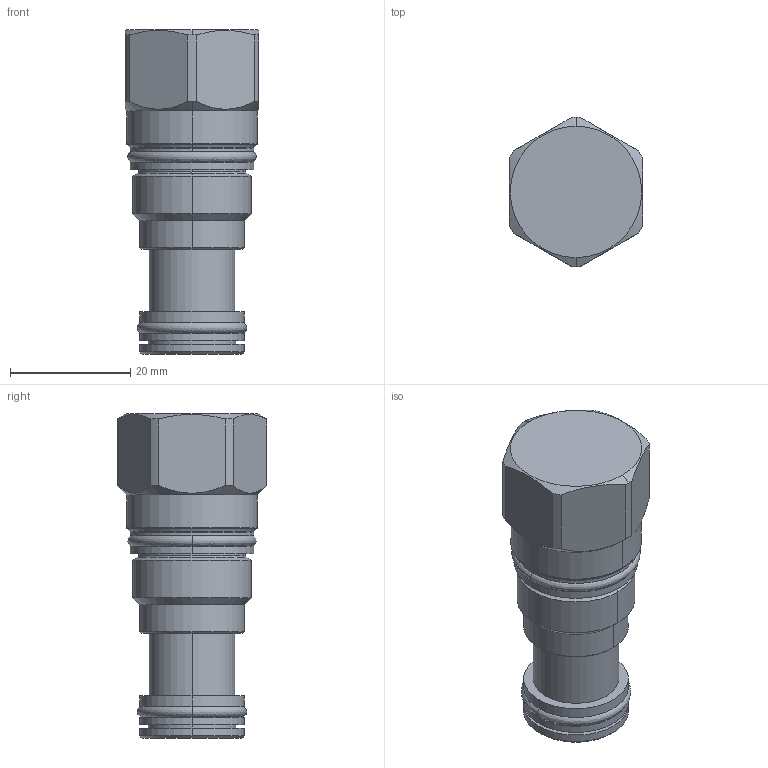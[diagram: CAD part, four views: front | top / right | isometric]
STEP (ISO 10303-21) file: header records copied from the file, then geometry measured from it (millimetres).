
FILE_DESCRIPTION((''),'2;1');
FILE_NAME('CDAC-BBN_PRT','2014-12-19T',('Administrator'),(''),'PRO/ENGINEER BY PARAMETRIC TECHNOLOGY CORPORATION, 2006240','PRO/ENGINEER BY PARAMETRIC TECHNOLOGY CORPORATION, 2006240','');
FILE_SCHEMA(('CONFIG_CONTROL_DESIGN'));
Length unit declared in the file: inch
Products named in the file (1): CDAC-BBN_PRT
Bounding box: 22.23 x 24.84 x 53.98 mm (x, y, z)
Volume: 15274 mm3; surface area: 6437.3 mm2
Topology: 3 solids, 3 shells, 134 faces, 284 edges, 172 vertices
Faces by surface type: cylinder 52, torus 28, plane 28, cone 18, revolution 8
Entity records: 4444 total; most frequent: CARTESIAN_POINT 1414, DIRECTION 696, ORIENTED_EDGE 568, AXIS2_PLACEMENT_3D 306, EDGE_CURVE 284, CIRCLE 180, VERTEX_POINT 172, EDGE_LOOP 154
